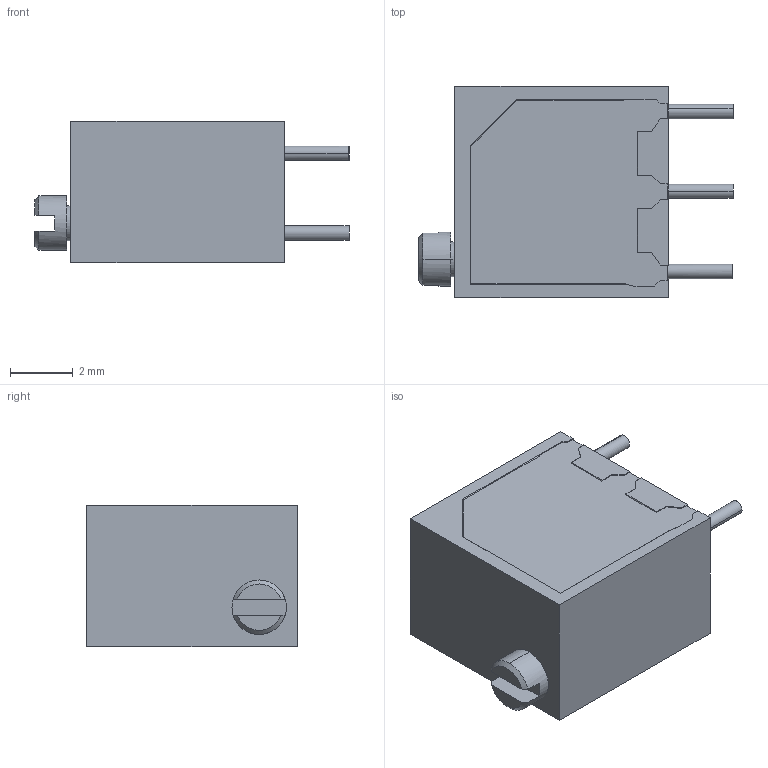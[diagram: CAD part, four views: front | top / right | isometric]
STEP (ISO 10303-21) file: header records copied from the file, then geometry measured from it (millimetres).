
FILE_DESCRIPTION((''),'2;1');
FILE_NAME('33756-66601_1','2012-10-25T',('stevec'),('Bourns, Inc.'),'PRO/ENGINEER BY PARAMETRIC TECHNOLOGY CORPORATION, 2012230','PRO/ENGINEER BY PARAMETRIC TECHNOLOGY CORPORATION, 2012230','');
FILE_SCHEMA(('CONFIG_CONTROL_DESIGN'));
Length unit declared in the file: inch
Products named in the file (1): 33756-66601_1
Bounding box: 9.98 x 6.71 x 4.5 mm (x, y, z)
Volume: 206.4 mm3; surface area: 235.6 mm2
Topology: 3 solids, 5 shells, 82 faces, 206 edges, 135 vertices
Faces by surface type: plane 58, cylinder 15, torus 6, cone 3
Entity records: 2496 total; most frequent: CARTESIAN_POINT 448, DIRECTION 417, ORIENTED_EDGE 412, EDGE_CURVE 206, VECTOR 147, LINE 147, AXIS2_PLACEMENT_3D 135, VERTEX_POINT 135
